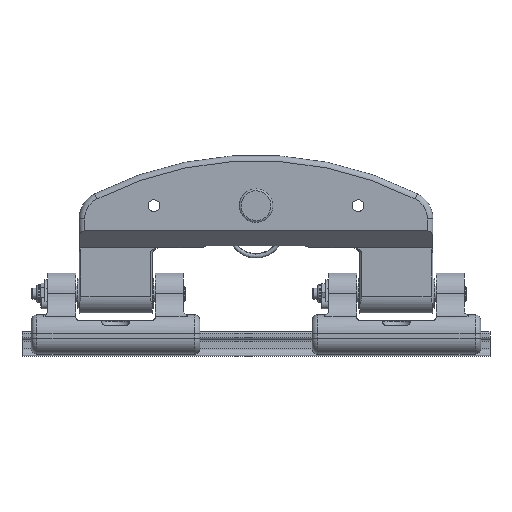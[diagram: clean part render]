
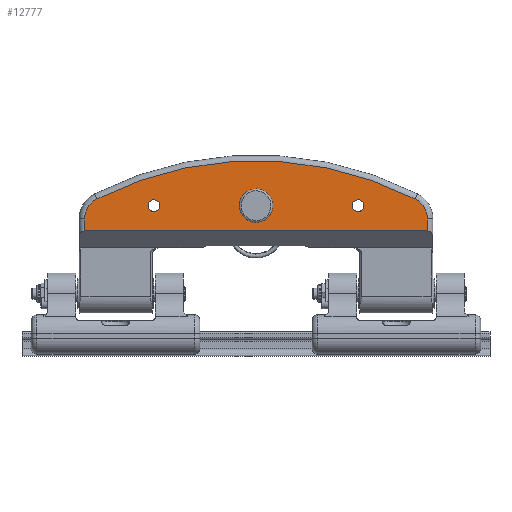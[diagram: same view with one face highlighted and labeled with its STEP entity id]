
A CAD part, left-side view. The second image highlights one B-rep face of the part: STEP entity #12777.
In plain terms, the highlighted planar face has unit normal (-1, 0, 0).
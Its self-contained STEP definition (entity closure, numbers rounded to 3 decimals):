
#186=FACE_BOUND('',#3443,.T.);
#187=FACE_BOUND('',#3444,.T.);
#188=FACE_BOUND('',#3445,.T.);
#450=LINE('',#20137,#1311);
#483=LINE('',#20320,#1344);
#484=LINE('',#20328,#1345);
#1311=VECTOR('',#15334,10.);
#1344=VECTOR('',#15483,10.);
#1345=VECTOR('',#15492,10.);
#2662=FACE_OUTER_BOUND('',#3442,.T.);
#3442=EDGE_LOOP('',(#8651,#8652,#8653,#8654,#8655,#8656));
#3443=EDGE_LOOP('',(#8657));
#3444=EDGE_LOOP('',(#8658));
#3445=EDGE_LOOP('',(#8659));
#4281=CIRCLE('',#13583,3.1);
#4283=CIRCLE('',#13586,3.1);
#4312=CIRCLE('',#13660,12.);
#4313=CIRCLE('',#13661,187.);
#4314=CIRCLE('',#13662,12.);
#4315=CIRCLE('',#13663,8.85);
#5152=VERTEX_POINT('',#20067);
#5154=VERTEX_POINT('',#20073);
#5176=VERTEX_POINT('',#20134);
#5177=VERTEX_POINT('',#20136);
#5231=VERTEX_POINT('',#20318);
#5232=VERTEX_POINT('',#20322);
#5233=VERTEX_POINT('',#20324);
#5234=VERTEX_POINT('',#20326);
#5235=VERTEX_POINT('',#20329);
#6474=EDGE_CURVE('',#5152,#5152,#4281,.T.);
#6477=EDGE_CURVE('',#5154,#5154,#4283,.T.);
#6500=EDGE_CURVE('',#5176,#5177,#450,.T.);
#6578=EDGE_CURVE('',#5231,#5176,#483,.T.);
#6579=EDGE_CURVE('',#5232,#5231,#4312,.T.);
#6580=EDGE_CURVE('',#5233,#5232,#4313,.T.);
#6581=EDGE_CURVE('',#5234,#5233,#4314,.T.);
#6582=EDGE_CURVE('',#5177,#5234,#484,.T.);
#6583=EDGE_CURVE('',#5235,#5235,#4315,.T.);
#8651=ORIENTED_EDGE('',*,*,#6579,.F.);
#8652=ORIENTED_EDGE('',*,*,#6580,.F.);
#8653=ORIENTED_EDGE('',*,*,#6581,.F.);
#8654=ORIENTED_EDGE('',*,*,#6582,.F.);
#8655=ORIENTED_EDGE('',*,*,#6500,.F.);
#8656=ORIENTED_EDGE('',*,*,#6578,.F.);
#8657=ORIENTED_EDGE('',*,*,#6583,.F.);
#8658=ORIENTED_EDGE('',*,*,#6477,.T.);
#8659=ORIENTED_EDGE('',*,*,#6474,.T.);
#12440=PLANE('',#13659);
#12777=ADVANCED_FACE('',(#2662,#186,#187,#188),#12440,.T.);
#13583=AXIS2_PLACEMENT_3D('',#20069,#15285,#15286);
#13586=AXIS2_PLACEMENT_3D('',#20075,#15292,#15293);
#13659=AXIS2_PLACEMENT_3D('',#20321,#15484,#15485);
#13660=AXIS2_PLACEMENT_3D('',#20323,#15486,#15487);
#13661=AXIS2_PLACEMENT_3D('',#20325,#15488,#15489);
#13662=AXIS2_PLACEMENT_3D('',#20327,#15490,#15491);
#13663=AXIS2_PLACEMENT_3D('',#20330,#15493,#15494);
#15285=DIRECTION('center_axis',(1.,0.,0.));
#15286=DIRECTION('ref_axis',(0.,0.,
1.));
#15292=DIRECTION('center_axis',(1.,0.,0.));
#15293=DIRECTION('ref_axis',(0.,0.,
1.));
#15334=DIRECTION('',(0.,1.,0.));
#15483=DIRECTION('',(0.,0.,-1.));
#15484=DIRECTION('center_axis',(-1.,0.,0.));
#15485=DIRECTION('ref_axis',(0.,0.,
-1.));
#15486=DIRECTION('center_axis',(1.,0.,0.));
#15487=DIRECTION('ref_axis',(0.,-0.853,0.522));
#15488=DIRECTION('center_axis',(1.,0.,0.));
#15489=DIRECTION('ref_axis',(0.,0.,
1.));
#15490=DIRECTION('center_axis',(1.,0.,0.));
#15491=DIRECTION('ref_axis',(0.,0.853,0.522));
#15492=DIRECTION('',(0.,0.,1.));
#15493=DIRECTION('center_axis',(-1.,0.,0.));
#15494=DIRECTION('ref_axis',(0.,-0.007,
1.));
#20067=CARTESIAN_POINT('',(-18.,54.5,66.25));
#20069=CARTESIAN_POINT('Origin',(-18.,54.5,69.35));
#20073=CARTESIAN_POINT('',(-18.,-54.5,66.25));
#20075=CARTESIAN_POINT('Origin',(-18.,-54.5,69.35));
#20134=CARTESIAN_POINT('',(-18.,-91.5,55.85));
#20136=CARTESIAN_POINT('',(-18.,91.5,55.85));
#20137=CARTESIAN_POINT('',(-18.,0.,55.85));
#20318=CARTESIAN_POINT('',(-18.,-91.5,62.25));
#20320=CARTESIAN_POINT('',(-18.,-91.5,54.1));
#20321=CARTESIAN_POINT('Origin',(-18.,0.,96.35));
#20322=CARTESIAN_POINT('',(-18.,-84.951,72.94));
#20323=CARTESIAN_POINT('Origin',(-18.,-79.5,62.25));
#20324=CARTESIAN_POINT('',(-18.,84.951,72.94));
#20325=CARTESIAN_POINT('Origin',(-18.,0.,
-93.65));
#20326=CARTESIAN_POINT('',(-18.,91.5,62.25));
#20327=CARTESIAN_POINT('Origin',(-18.,79.5,62.25));
#20328=CARTESIAN_POINT('',(-18.,91.5,79.3));
#20329=CARTESIAN_POINT('',(-18.,8.85,69.41));
#20330=CARTESIAN_POINT('Origin',(-18.,0.,
69.35));
